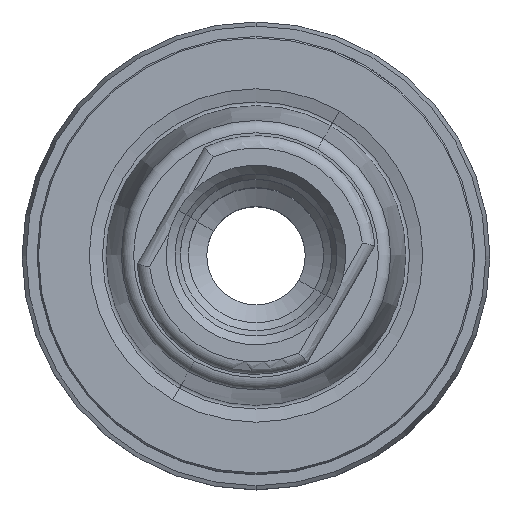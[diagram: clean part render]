
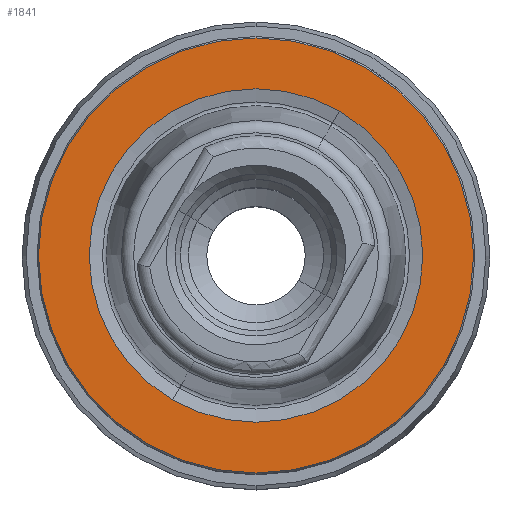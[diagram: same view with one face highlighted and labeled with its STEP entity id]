
A CAD part, top view. The second image highlights one B-rep face of the part: STEP entity #1841.
In plain terms, the highlighted planar face has unit normal (0, 0, 1).
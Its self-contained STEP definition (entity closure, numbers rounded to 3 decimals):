
#702=CARTESIAN_POINT('',(0.,0.,0.));
#703=DIRECTION('',(0.,0.,-1.));
#704=DIRECTION('',(-0.5,-0.866,0.));
#705=AXIS2_PLACEMENT_3D('',#702,#703,#704);
#724=CARTESIAN_POINT('',(0.,0.,0.));
#725=DIRECTION('',(0.,0.,1.));
#726=DIRECTION('',(-0.5,-0.866,0.));
#727=AXIS2_PLACEMENT_3D('',#724,#725,#726);
#732=CARTESIAN_POINT('',(0.,0.,0.));
#733=DIRECTION('',(0.,0.,-1.));
#734=DIRECTION('',(0.,1.,0.));
#735=AXIS2_PLACEMENT_3D('',#732,#733,#734);
#740=CARTESIAN_POINT('',(0.,0.,0.));
#741=DIRECTION('',(0.,0.,-1.));
#742=DIRECTION('',(0.,-1.,0.));
#743=AXIS2_PLACEMENT_3D('',#740,#741,#742);
#1100=CARTESIAN_POINT('',(-3.388,-5.868,0.));
#1102=VERTEX_POINT('',#1100);
#1110=CARTESIAN_POINT('',(3.388,5.868,0.));
#1112=VERTEX_POINT('',#1110);
#1214=CARTESIAN_POINT('',(0.,8.842,0.));
#1215=VERTEX_POINT('',#1214);
#1216=CARTESIAN_POINT('',(0.,-8.842,0.));
#1217=VERTEX_POINT('',#1216);
#1826=CARTESIAN_POINT('',(0.,0.,0.));
#1827=DIRECTION('',(0.,0.,-1.));
#1828=DIRECTION('',(0.5,0.866,0.));
#1829=AXIS2_PLACEMENT_3D('',#1826,#1827,#1828);
#1830=PLANE('',#1829);
#1832=ORIENTED_EDGE('',*,*,#1831,.T.);
#1834=ORIENTED_EDGE('',*,*,#1833,.T.);
#1835=EDGE_LOOP('',(#1832,#1834));
#1836=FACE_OUTER_BOUND('',#1835,.F.);
#1837=ORIENTED_EDGE('',*,*,#1805,.F.);
#1838=ORIENTED_EDGE('',*,*,#1821,.T.);
#1839=EDGE_LOOP('',(#1837,#1838));
#1840=FACE_BOUND('',#1839,.F.);
#706=CIRCLE('',#705,6.776);
#728=CIRCLE('',#727,6.776);
#736=CIRCLE('',#735,8.842);
#744=CIRCLE('',#743,8.842);
#1805=EDGE_CURVE('',#1102,#1112,#706,.T.);
#1821=EDGE_CURVE('',#1102,#1112,#728,.T.);
#1831=EDGE_CURVE('',#1215,#1217,#736,.T.);
#1833=EDGE_CURVE('',#1217,#1215,#744,.T.);
#1841=ADVANCED_FACE('',(#1836,#1840),#1830,.F.);
